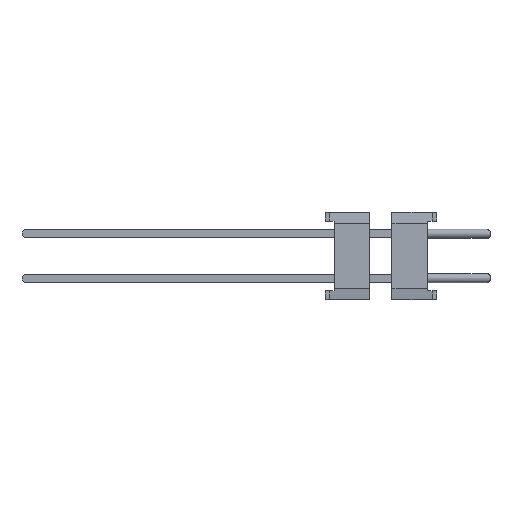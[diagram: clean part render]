
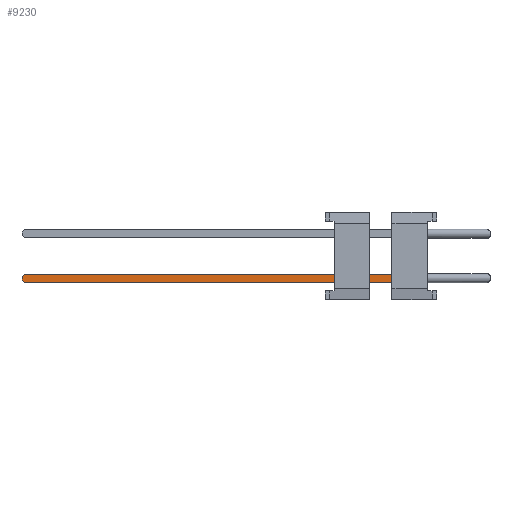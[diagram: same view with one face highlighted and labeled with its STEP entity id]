
A CAD part, left-side view. The second image highlights one B-rep face of the part: STEP entity #9230.
In plain terms, the highlighted planar face has unit normal (-1, 0, 0).
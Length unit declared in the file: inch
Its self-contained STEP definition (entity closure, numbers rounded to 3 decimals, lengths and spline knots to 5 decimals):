
#2125=ORIENTED_EDGE('',*,*,#3445,.F.);
#2126=ORIENTED_EDGE('',*,*,#3574,.T.);
#2127=ORIENTED_EDGE('',*,*,#3720,.T.);
#2128=ORIENTED_EDGE('',*,*,#3924,.F.);
#2129=ORIENTED_EDGE('',*,*,#3755,.T.);
#2130=ORIENTED_EDGE('',*,*,#3571,.T.);
#2131=ORIENTED_EDGE('',*,*,#3477,.F.);
#2132=ORIENTED_EDGE('',*,*,#3556,.F.);
#2133=ORIENTED_EDGE('',*,*,#3532,.F.);
#2134=ORIENTED_EDGE('',*,*,#3508,.F.);
#3445=EDGE_CURVE('',#4529,#4530,#5625,.T.);
#3477=EDGE_CURVE('',#4561,#4562,#5657,.T.);
#3508=EDGE_CURVE('',#4530,#4592,#5688,.T.);
#3532=EDGE_CURVE('',#4592,#4608,#5712,.T.);
#3556=EDGE_CURVE('',#4608,#4561,#5736,.T.);
#3571=EDGE_CURVE('',#4623,#4562,#5751,.T.);
#3574=EDGE_CURVE('',#4529,#4625,#5754,.T.);
#3720=EDGE_CURVE('',#4625,#4747,#5900,.T.);
#3755=EDGE_CURVE('',#4775,#4623,#5935,.T.);
#3924=EDGE_CURVE('',#4775,#4747,#6104,.T.);
#4529=VERTEX_POINT('',#13617);
#4530=VERTEX_POINT('',#13619);
#4561=VERTEX_POINT('',#13689);
#4562=VERTEX_POINT('',#13691);
#4592=VERTEX_POINT('',#13760);
#4608=VERTEX_POINT('',#13808);
#4623=VERTEX_POINT('',#13878);
#4625=VERTEX_POINT('',#13884);
#4747=VERTEX_POINT('',#14183);
#4775=VERTEX_POINT('',#14248);
#5625=LINE('',#13618,#6853);
#5657=LINE('',#13690,#6885);
#5688=LINE('',#13759,#6916);
#5712=LINE('',#13807,#6940);
#5736=LINE('',#13854,#6964);
#5751=LINE('',#13877,#6979);
#5754=LINE('',#13883,#6982);
#5900=LINE('',#14185,#7128);
#5935=LINE('',#14247,#7163);
#6104=LINE('',#14575,#7332);
#6853=VECTOR('',#11060,39.37008);
#6885=VECTOR('',#11108,39.37008);
#6916=VECTOR('',#11155,39.37008);
#6940=VECTOR('',#11195,39.37008);
#6964=VECTOR('',#11235,39.37008);
#6979=VECTOR('',#11266,39.37008);
#6982=VECTOR('',#11271,39.37008);
#7128=VECTOR('',#11481,39.37008);
#7163=VECTOR('',#11518,39.37008);
#7332=VECTOR('',#11805,39.37008);
#7790=EDGE_LOOP('',(#2125,#2126,#2127,#2128,#2129,#2130,#2131,#2132,#2133,
#2134));
#8302=FACE_BOUND('',#7790,.T.);
#8782=PLANE('',#9721);
#9230=ADVANCED_FACE('',(#8302),#8782,.T.);
#9721=AXIS2_PLACEMENT_3D('',#14574,#11803,#11804);
#11060=DIRECTION('',(0.,1.,0.));
#11108=DIRECTION('',(0.,-1.,0.));
#11155=DIRECTION('',(0.,0.707,0.707));
#11195=DIRECTION('',(0.,0.,1.));
#11235=DIRECTION('',(0.,-0.707,0.707));
#11266=DIRECTION('',(0.,0.,-1.));
#11271=DIRECTION('',(0.,0.,-1.));
#11481=DIRECTION('',(0.,-1.,0.));
#11518=DIRECTION('',(0.,1.,0.));
#11803=DIRECTION('',(-1.,0.,0.));
#11804=DIRECTION('',(0.,0.,1.));
#11805=DIRECTION('',(0.,0.,-1.));
#13617=CARTESIAN_POINT('',(-0.184,0.1,-0.059));
#13618=CARTESIAN_POINT('',(-0.184,0.,-0.059));
#13619=CARTESIAN_POINT('',(-0.184,0.925,-0.059));
#13689=CARTESIAN_POINT('',(-0.184,0.925,-0.041));
#13690=CARTESIAN_POINT('',(-0.184,0.925,-0.041));
#13691=CARTESIAN_POINT('',(-0.184,0.1,-0.041));
#13759=CARTESIAN_POINT('',(-0.184,0.925,-0.059));
#13760=CARTESIAN_POINT('',(-0.184,0.93,-0.054));
#13807=CARTESIAN_POINT('',(-0.184,0.93,-0.054));
#13808=CARTESIAN_POINT('',(-0.184,0.93,-0.046));
#13854=CARTESIAN_POINT('',(-0.184,0.93,-0.046));
#13877=CARTESIAN_POINT('',(-0.184,0.1,-0.06));
#13878=CARTESIAN_POINT('',(-0.184,0.1,-0.039));
#13883=CARTESIAN_POINT('',(-0.184,0.1,-0.06));
#13884=CARTESIAN_POINT('',(-0.184,0.1,-0.06));
#14183=CARTESIAN_POINT('',(-0.184,0.07,-0.06));
#14185=CARTESIAN_POINT('',(-0.184,-0.115,-0.06));
#14247=CARTESIAN_POINT('',(-0.184,0.1,-0.039));
#14248=CARTESIAN_POINT('',(-0.184,0.07,-0.039));
#14574=CARTESIAN_POINT('',(-0.184,0.,0.));
#14575=CARTESIAN_POINT('',(-0.184,0.07,0.098));
